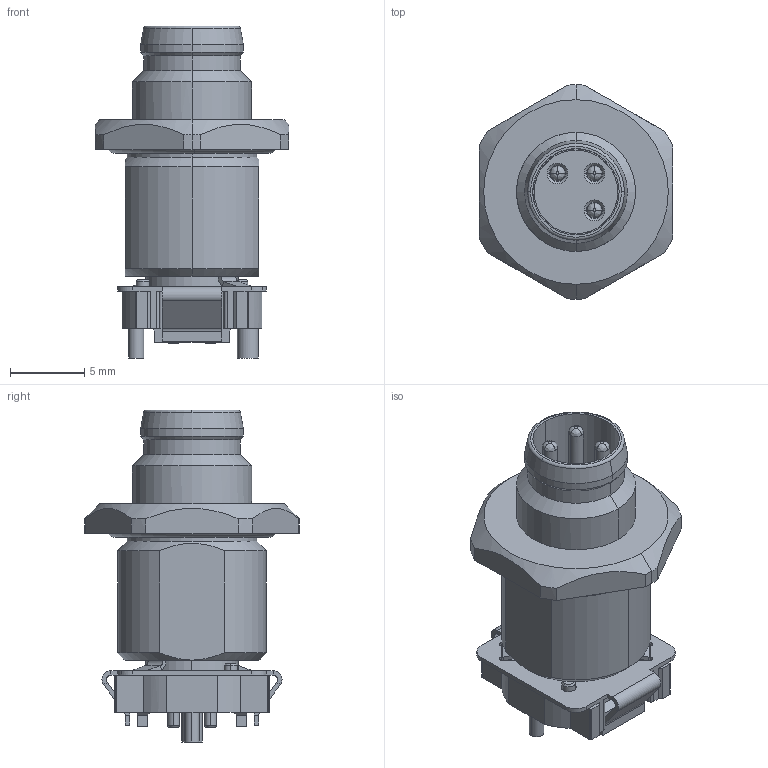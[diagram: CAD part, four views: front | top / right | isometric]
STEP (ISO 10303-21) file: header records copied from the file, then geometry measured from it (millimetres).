
FILE_DESCRIPTION(('CATIA V5R24 STEP','CAx-IF Rec.Pracs.--- Model Styling and Organization---1.2---2011-12-15'),'2;1');
FILE_NAME ('D1461799_0_2422350000_2422350000.stp','2017-05-11T06:17:44+00:00',('none'),('Weidmueller'),'CATIA Version 5-6 Release 2014 SP4 HF52','CATIA V5 STEP AP214','none');
FILE_SCHEMA(('AUTOMOTIVE_DESIGN { 1 0 10303 214 1 1 1 1 }'));
Length unit declared in the file: millimetre
Products named in the file (1): v5-standard_part
Bounding box: 13 x 14.4 x 22.3 mm (x, y, z)
Volume: 1255.1 mm3; surface area: 1989.2 mm2
Topology: 1 solids, 5 shells, 406 faces, 1012 edges, 636 vertices
Faces by surface type: plane 182, cylinder 158, cone 34, torus 20, bspline 12
Entity records: 13697 total; most frequent: CARTESIAN_POINT 3993, ORIENTED_EDGE 2024, DIRECTION 1626, EDGE_CURVE 1012, AXIS2_PLACEMENT_3D 686, VERTEX_POINT 636, VECTOR 546, LINE 546
